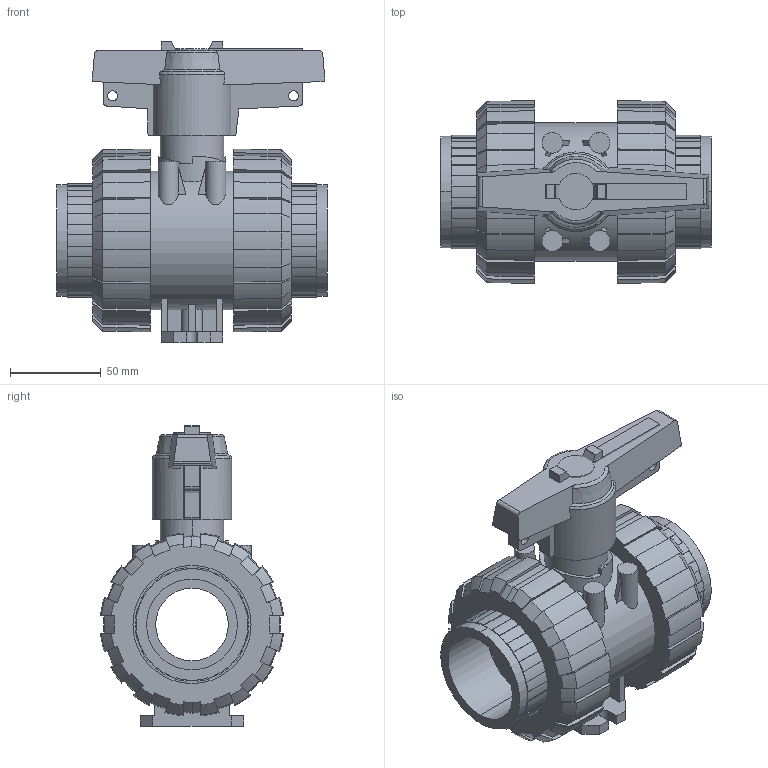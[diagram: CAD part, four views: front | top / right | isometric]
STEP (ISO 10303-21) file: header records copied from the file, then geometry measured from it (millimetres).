
FILE_DESCRIPTION(('STEP AP214'),'1');
FILE_NAME('cctmp_F5B39F33-B06C-455F-9F70-BFFA05C57026_2018_12_7_12_46_36_208..stp','2018-12-07T11:46:36',('Praher Valves GmbH'),('CADClick - www.CADClick.com'),'Spatial InterOp 3D',' ','unknown authorization');
FILE_SCHEMA(('AUTOMOTIVE_DESIGN'));
Length unit declared in the file: millimetre
Products named in the file (8): 128814
Assembly tree (7 placements, depth 2):
  (unnamed)
    128814
    128814
    128814
    128814
    128814
    128814
    128814
Bounding box: 149 x 100.56 x 165.37 mm (x, y, z)
Volume: 686715.9 mm3; surface area: 178518 mm2
Topology: 7 solids, 7 shells, 568 faces, 1618 edges, 1078 vertices
Faces by surface type: plane 282, cone 148, cylinder 130, torus 8
Entity records: 23730 total; most frequent: CARTESIAN_POINT 4491, ORIENTED_EDGE 3236, DIRECTION 2996, EDGE_CURVE 1618, AXIS2_PLACEMENT_3D 1120, VERTEX_POINT 1078, LINE 756, VECTOR 756
